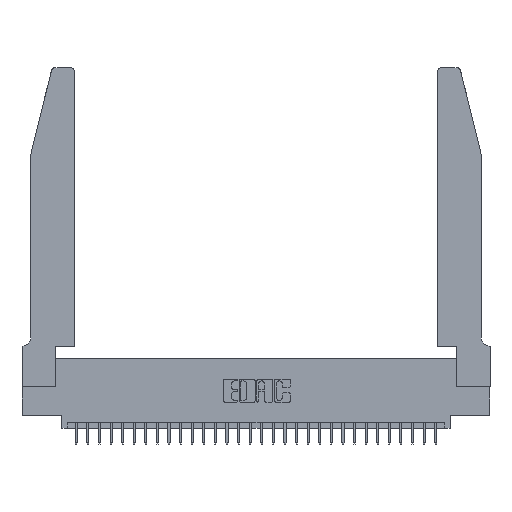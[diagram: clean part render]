
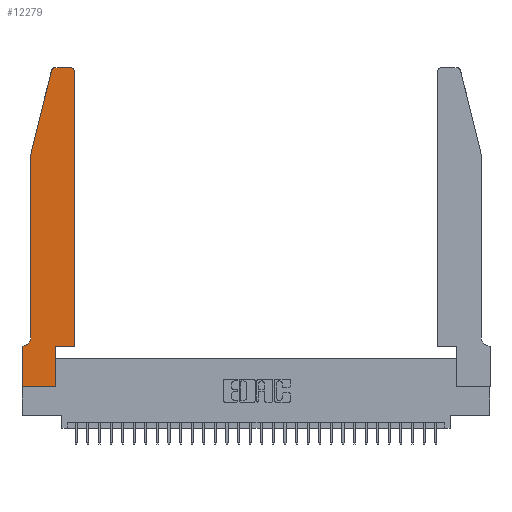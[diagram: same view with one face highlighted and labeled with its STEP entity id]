
A CAD part, top view. The second image highlights one B-rep face of the part: STEP entity #12279.
In plain terms, the highlighted planar face has unit normal (0, 0, 1).
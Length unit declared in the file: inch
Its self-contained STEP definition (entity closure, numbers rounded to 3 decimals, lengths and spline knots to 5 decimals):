
#1110 = CARTESIAN_POINT ( 'NONE',  ( 0.0055, 0.35, 0.37 ) ) ;
#1796 = DIRECTION ( 'NONE',  ( 0., 0., -1. ) ) ;
#1976 = CARTESIAN_POINT ( 'NONE',  ( 0.25487, 2.72718, 0.37 ) ) ;
#2197 = LINE ( 'NONE', #29063, #20741 ) ;
#2475 = EDGE_CURVE ( 'NONE', #30488, #8969, #12063, .T. ) ;
#3382 = VERTEX_POINT ( 'NONE', #8141 ) ;
#3980 = CARTESIAN_POINT ( 'NONE',  ( 0., 0., 0.37 ) ) ;
#4577 = LINE ( 'NONE', #17122, #30179 ) ;
#5086 = VERTEX_POINT ( 'NONE', #23859 ) ;
#5386 = DIRECTION ( 'NONE',  ( -0.239, -0.971, 0. ) ) ;
#5819 = LINE ( 'NONE', #13128, #23008 ) ;
#5856 = LINE ( 'NONE', #27484, #9585 ) ;
#6979 = DIRECTION ( 'NONE',  ( -1., 0., 0. ) ) ;
#7059 = ORIENTED_EDGE ( 'NONE', *, *, #19776, .T. ) ;
#7112 = DIRECTION ( 'NONE',  ( 0., -1., 0. ) ) ;
#7372 = CARTESIAN_POINT ( 'NONE',  ( 0.284, 2.72, 0.37 ) ) ;
#7708 = CARTESIAN_POINT ( 'NONE',  ( 0.0755, 2., 0.37 ) ) ;
#7734 = EDGE_LOOP ( 'NONE', ( #30608, #10730, #7059, #23060, #23500, #24679, #18496, #10551, #14735, #13283, #8774, #12398 ) ) ;
#7899 = VERTEX_POINT ( 'NONE', #3980 ) ;
#8045 = DIRECTION ( 'NONE',  ( 1., 0., 0. ) ) ;
#8141 = CARTESIAN_POINT ( 'NONE',  ( 0.0755, 0.42, 0.37 ) ) ;
#8451 = LINE ( 'NONE', #27845, #19357 ) ;
#8723 = EDGE_CURVE ( 'NONE', #14788, #7899, #27417, .T. ) ;
#8774 = ORIENTED_EDGE ( 'NONE', *, *, #25334, .T. ) ;
#8804 = AXIS2_PLACEMENT_3D ( 'NONE', #15276, #22738, #15739 ) ;
#8969 = VERTEX_POINT ( 'NONE', #1976 ) ;
#9438 = DIRECTION ( 'NONE',  ( 1., 0., 0. ) ) ;
#9579 = DIRECTION ( 'NONE',  ( 0., 0., 1. ) ) ;
#9585 = VECTOR ( 'NONE', #5386, 39.37008 ) ;
#9752 = CARTESIAN_POINT ( 'NONE',  ( 0., 0.35, 0.37 ) ) ;
#9945 = VECTOR ( 'NONE', #8045, 39.37008 ) ;
#10095 = DIRECTION ( 'NONE',  ( 0., -1., 0. ) ) ;
#10551 = ORIENTED_EDGE ( 'NONE', *, *, #12344, .T. ) ;
#10730 = ORIENTED_EDGE ( 'NONE', *, *, #2475, .T. ) ;
#10973 = EDGE_CURVE ( 'NONE', #13688, #30488, #5819, .T. ) ;
#12063 = CIRCLE ( 'NONE', #18139, 0.03 ) ;
#12279 = ADVANCED_FACE ( 'NONE', ( #21531 ), #14525, .T. ) ;
#12344 = EDGE_CURVE ( 'NONE', #7899, #16397, #29335, .T. ) ;
#12398 = ORIENTED_EDGE ( 'NONE', *, *, #29661, .T. ) ;
#12454 = CARTESIAN_POINT ( 'NONE',  ( 0., 0., 0.37 ) ) ;
#12475 = CARTESIAN_POINT ( 'NONE',  ( 0., 0., 0.37 ) ) ;
#12760 = DIRECTION ( 'NONE',  ( 1., 0., 0. ) ) ;
#12812 = CARTESIAN_POINT ( 'NONE',  ( 0.4505, 0.35, 0.37 ) ) ;
#13128 = CARTESIAN_POINT ( 'NONE',  ( 0.2605, 2.75, 0.37 ) ) ;
#13283 = ORIENTED_EDGE ( 'NONE', *, *, #15892, .T. ) ;
#13688 = VERTEX_POINT ( 'NONE', #24617 ) ;
#13706 = DIRECTION ( 'NONE',  ( -1., 0., 0. ) ) ;
#13958 = EDGE_CURVE ( 'NONE', #18851, #3382, #19185, .T. ) ;
#14260 = DIRECTION ( 'NONE',  ( 0., 1., 0. ) ) ;
#14450 = CARTESIAN_POINT ( 'NONE',  ( 0., 0.35, 0.37 ) ) ;
#14456 = CARTESIAN_POINT ( 'NONE',  ( 0.2865, 0., 0.37 ) ) ;
#14525 = PLANE ( 'NONE',  #15449 ) ;
#14735 = ORIENTED_EDGE ( 'NONE', *, *, #30323, .T. ) ;
#14788 = VERTEX_POINT ( 'NONE', #14450 ) ;
#15276 = CARTESIAN_POINT ( 'NONE',  ( 0.4205, 2.72, 0.37 ) ) ;
#15449 = AXIS2_PLACEMENT_3D ( 'NONE', #9752, #24392, #9438 ) ;
#15739 = DIRECTION ( 'NONE',  ( 1., 0., 0. ) ) ;
#15892 = EDGE_CURVE ( 'NONE', #26117, #24982, #27117, .T. ) ;
#16108 = CARTESIAN_POINT ( 'NONE',  ( 0.0055, 0.42, 0.37 ) ) ;
#16397 = VERTEX_POINT ( 'NONE', #14456 ) ;
#17122 = CARTESIAN_POINT ( 'NONE',  ( 0.2865, 0.35, 0.37 ) ) ;
#18139 = AXIS2_PLACEMENT_3D ( 'NONE', #7372, #9579, #18970 ) ;
#18496 = ORIENTED_EDGE ( 'NONE', *, *, #8723, .T. ) ;
#18851 = VERTEX_POINT ( 'NONE', #7708 ) ;
#18970 = DIRECTION ( 'NONE',  ( 1., 0., 0. ) ) ;
#19185 = LINE ( 'NONE', #26816, #28660 ) ;
#19357 = VECTOR ( 'NONE', #23381, 39.37008 ) ;
#19540 = DIRECTION ( 'NONE',  ( -1., 0., 0. ) ) ;
#19776 = EDGE_CURVE ( 'NONE', #8969, #18851, #5856, .T. ) ;
#20109 = EDGE_CURVE ( 'NONE', #28535, #14788, #2197, .T. ) ;
#20741 = VECTOR ( 'NONE', #6979, 39.37008 ) ;
#21531 = FACE_OUTER_BOUND ( 'NONE', #7734, .T. ) ;
#22738 = DIRECTION ( 'NONE',  ( 0., 0., 1. ) ) ;
#23008 = VECTOR ( 'NONE', #19540, 39.37008 ) ;
#23060 = ORIENTED_EDGE ( 'NONE', *, *, #13958, .T. ) ;
#23381 = DIRECTION ( 'NONE',  ( 0., 1., 0. ) ) ;
#23500 = ORIENTED_EDGE ( 'NONE', *, *, #29353, .T. ) ;
#23859 = CARTESIAN_POINT ( 'NONE',  ( 0.4505, 2.72, 0.37 ) ) ;
#24392 = DIRECTION ( 'NONE',  ( 0., 0., 1. ) ) ;
#24617 = CARTESIAN_POINT ( 'NONE',  ( 0.4205, 2.75, 0.37 ) ) ;
#24679 = ORIENTED_EDGE ( 'NONE', *, *, #20109, .T. ) ;
#24726 = CARTESIAN_POINT ( 'NONE',  ( 0.4505, 0.35, 0.37 ) ) ;
#24982 = VERTEX_POINT ( 'NONE', #12812 ) ;
#25334 = EDGE_CURVE ( 'NONE', #24982, #5086, #8451, .T. ) ;
#26117 = VERTEX_POINT ( 'NONE', #31058 ) ;
#26140 = CARTESIAN_POINT ( 'NONE',  ( 0.284, 2.75, 0.37 ) ) ;
#26816 = CARTESIAN_POINT ( 'NONE',  ( 0.0755, 2., 0.37 ) ) ;
#26992 = VECTOR ( 'NONE', #10095, 39.37008 ) ;
#27117 = LINE ( 'NONE', #24726, #9945 ) ;
#27417 = LINE ( 'NONE', #12475, #26992 ) ;
#27484 = CARTESIAN_POINT ( 'NONE',  ( 0.0755, 2., 0.37 ) ) ;
#27651 = VECTOR ( 'NONE', #12760, 39.37008 ) ;
#27845 = CARTESIAN_POINT ( 'NONE',  ( 0.4505, 0.35, 0.37 ) ) ;
#28084 = AXIS2_PLACEMENT_3D ( 'NONE', #16108, #1796, #13706 ) ;
#28535 = VERTEX_POINT ( 'NONE', #1110 ) ;
#28620 = CIRCLE ( 'NONE', #28084, 0.07 ) ;
#28660 = VECTOR ( 'NONE', #7112, 39.37008 ) ;
#29063 = CARTESIAN_POINT ( 'NONE',  ( 0.0755, 0.35, 0.37 ) ) ;
#29335 = LINE ( 'NONE', #12454, #27651 ) ;
#29353 = EDGE_CURVE ( 'NONE', #3382, #28535, #28620, .T. ) ;
#29661 = EDGE_CURVE ( 'NONE', #5086, #13688, #31168, .T. ) ;
#30179 = VECTOR ( 'NONE', #14260, 39.37008 ) ;
#30323 = EDGE_CURVE ( 'NONE', #16397, #26117, #4577, .T. ) ;
#30488 = VERTEX_POINT ( 'NONE', #26140 ) ;
#30608 = ORIENTED_EDGE ( 'NONE', *, *, #10973, .T. ) ;
#31058 = CARTESIAN_POINT ( 'NONE',  ( 0.2865, 0.35, 0.37 ) ) ;
#31168 = CIRCLE ( 'NONE', #8804, 0.03 ) ;
